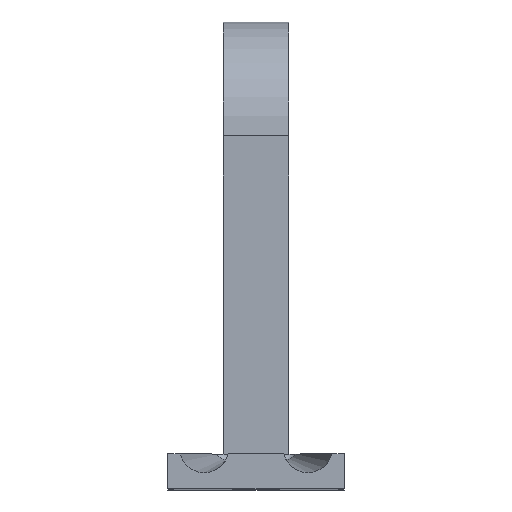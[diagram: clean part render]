
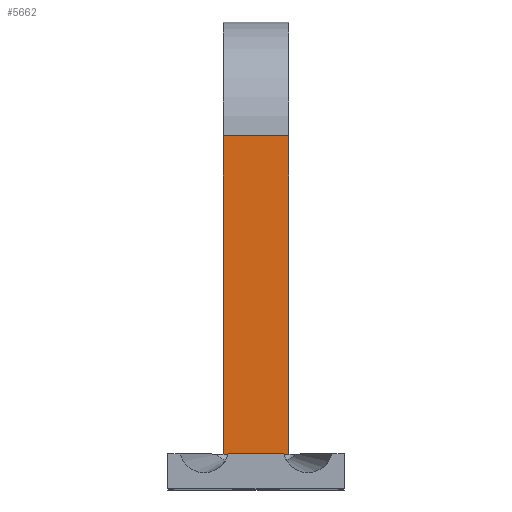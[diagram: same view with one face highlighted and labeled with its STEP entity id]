
A CAD part, top view. The second image highlights one B-rep face of the part: STEP entity #5662.
In plain terms, the highlighted planar face has unit normal (0, 0, 1).
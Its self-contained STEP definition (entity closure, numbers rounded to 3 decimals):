
#159 = DIRECTION ( 'NONE',  ( 1., 0., 0. ) ) ;
#307 = VECTOR ( 'NONE', #9247, 1000. ) ;
#363 = CARTESIAN_POINT ( 'NONE',  ( -6., 6.5, 6. ) ) ;
#585 = VECTOR ( 'NONE', #159, 1000. ) ;
#1356 = EDGE_CURVE ( 'NONE', #3928, #7991, #1564, .T. ) ;
#1564 = LINE ( 'NONE', #5869, #9742 ) ;
#1816 = AXIS2_PLACEMENT_3D ( 'NONE', #8742, #4690, #10353 ) ;
#1838 = LINE ( 'NONE', #6466, #4298 ) ;
#2548 = ORIENTED_EDGE ( 'NONE', *, *, #6540, .T. ) ;
#2748 = CARTESIAN_POINT ( 'NONE',  ( -6., 65., 6. ) ) ;
#2760 = CARTESIAN_POINT ( 'NONE',  ( 6., 65., 6. ) ) ;
#2921 = CARTESIAN_POINT ( 'NONE',  ( 6., 6.5, 6. ) ) ;
#2922 = ORIENTED_EDGE ( 'NONE', *, *, #7929, .T. ) ;
#3061 = PLANE ( 'NONE',  #1816 ) ;
#3928 = VERTEX_POINT ( 'NONE', #4888 ) ;
#4298 = VECTOR ( 'NONE', #10488, 1000. ) ;
#4690 = DIRECTION ( 'NONE',  ( 0., 0., 1. ) ) ;
#4704 = VERTEX_POINT ( 'NONE', #2748 ) ;
#4888 = CARTESIAN_POINT ( 'NONE',  ( 6., 65., 6. ) ) ;
#5515 = VERTEX_POINT ( 'NONE', #363 ) ;
#5662 = ADVANCED_FACE ( 'NONE', ( #9716 ), #3061, .T. ) ;
#5869 = CARTESIAN_POINT ( 'NONE',  ( 6., 65., 6. ) ) ;
#5879 = DIRECTION ( 'NONE',  ( 0., -1., 0. ) ) ;
#6466 = CARTESIAN_POINT ( 'NONE',  ( -6., 65., 6. ) ) ;
#6540 = EDGE_CURVE ( 'NONE', #3928, #4704, #6691, .T. ) ;
#6691 = LINE ( 'NONE', #2760, #307 ) ;
#6877 = CARTESIAN_POINT ( 'NONE',  ( 0., 6.5, 6. ) ) ;
#7517 = ORIENTED_EDGE ( 'NONE', *, *, #8898, .T. ) ;
#7929 = EDGE_CURVE ( 'NONE', #5515, #7991, #8583, .T. ) ;
#7991 = VERTEX_POINT ( 'NONE', #2921 ) ;
#8583 = LINE ( 'NONE', #6877, #585 ) ;
#8742 = CARTESIAN_POINT ( 'NONE',  ( 6., 65., 6. ) ) ;
#8898 = EDGE_CURVE ( 'NONE', #4704, #5515, #1838, .T. ) ;
#9247 = DIRECTION ( 'NONE',  ( -1., 0., 0. ) ) ;
#9716 = FACE_OUTER_BOUND ( 'NONE', #10203, .T. ) ;
#9742 = VECTOR ( 'NONE', #5879, 1000. ) ;
#10203 = EDGE_LOOP ( 'NONE', ( #7517, #2922, #10521, #2548 ) ) ;
#10353 = DIRECTION ( 'NONE',  ( 1., 0., 0. ) ) ;
#10488 = DIRECTION ( 'NONE',  ( 0., -1., 0. ) ) ;
#10521 = ORIENTED_EDGE ( 'NONE', *, *, #1356, .F. ) ;
